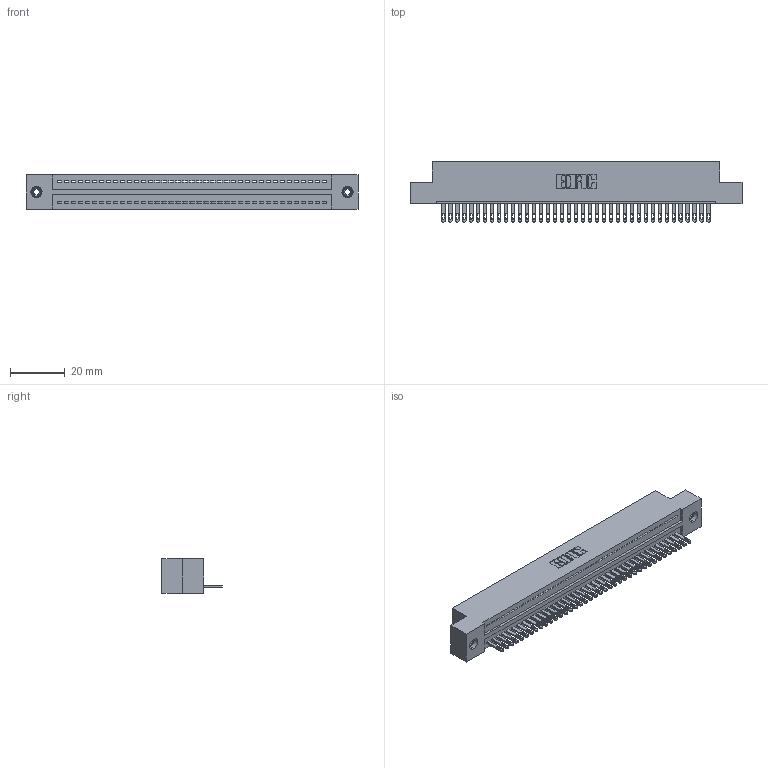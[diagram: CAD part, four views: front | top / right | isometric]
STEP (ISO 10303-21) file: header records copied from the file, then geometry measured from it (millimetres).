
FILE_DESCRIPTION (( 'STEP AP203' ), '1' );
FILE_NAME ('325-039-500-108.STEP', '2020-02-24T21:09:28', ( '' ), ( '' ), 'SwSTEP 2.0', 'SolidWorks 2016', '' );
FILE_SCHEMA (( 'CONFIG_CONTROL_DESIGN' ));
Length unit declared in the file: inch
Products named in the file (4): 325-292-001_325-293-100; 325-039-500-108; 345-250-001_345-250-003-102; 325 Part_TI
Assembly tree (42 placements, depth 2):
  325-039-500-108
    325 Part_TI
    325-292-001_325-293-100  x39
    345-250-001_345-250-003-102  x2
Bounding box: 120.78 x 21.84 x 12.45 mm (x, y, z)
Volume: 15326.8 mm3; surface area: 16800.3 mm2
Topology: 42 solids, 42 shells, 2280 faces, 6999 edges, 4658 vertices
Faces by surface type: plane 1506, cylinder 758, cone 12, torus 4
Entity records: 25346 total; most frequent: CARTESIAN_POINT 4354, ORIENTED_EDGE 4322, DIRECTION 3713, EDGE_CURVE 2161, LINE 2009, VECTOR 2009, VERTEX_POINT 1436, AXIS2_PLACEMENT_3D 852
